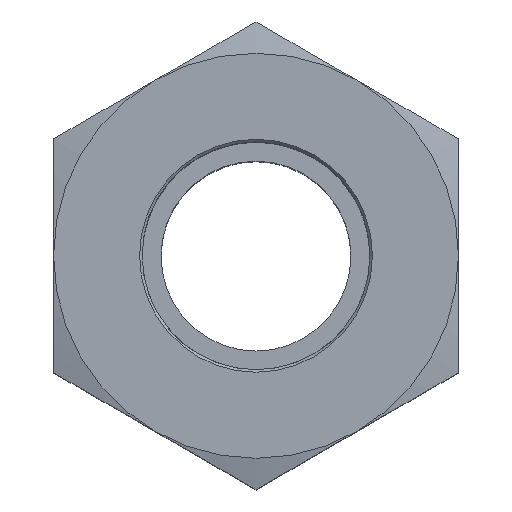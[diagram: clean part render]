
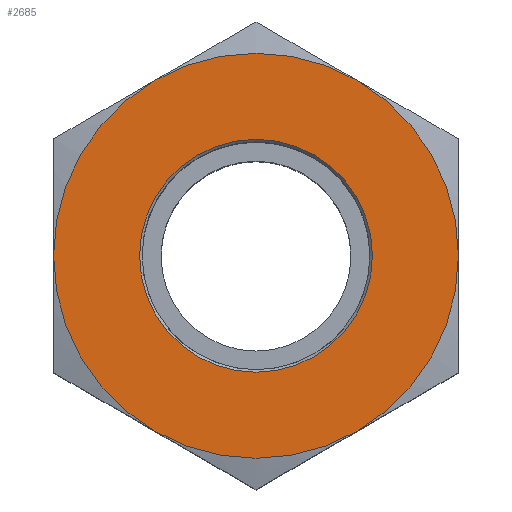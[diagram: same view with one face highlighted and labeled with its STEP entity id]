
A CAD part, top view. The second image highlights one B-rep face of the part: STEP entity #2685.
In plain terms, the highlighted planar face has unit normal (0, 0, 1).
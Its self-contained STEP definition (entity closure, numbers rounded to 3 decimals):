
#2589=CARTESIAN_POINT('',(9.2,0.,18.0));
#2590=VERTEX_POINT('',#2589);
#2591=CARTESIAN_POINT('',(0.0,0.0,18.0));
#2592=DIRECTION('',(0.0,0.0,1.0));
#2593=DIRECTION('',(-1.0,0.0,0.0));
#2594=AXIS2_PLACEMENT_3D('',#2591,#2592,#2593);
#2595=CIRCLE('',#2594,9.2);
#2596=EDGE_CURVE('',#2590,#2590,#2595,.T.);
#2621=CARTESIAN_POINT('',(0.,0.,18.0));
#2622=DIRECTION('',(0.0,0.0,1.0));
#2623=DIRECTION('',(1.0,0.0,0.0));
#2624=AXIS2_PLACEMENT_3D('',#2621,#2622,#2623);
#2625=PLANE('',#2624);
#2626=CARTESIAN_POINT('',(-8.,-13.856,18.0));
#2627=VERTEX_POINT('',#2626);
#2628=CARTESIAN_POINT('',(8.,-13.856,18.0));
#2629=VERTEX_POINT('',#2628);
#2630=CARTESIAN_POINT('',(0.0,0.0,18.0));
#2631=DIRECTION('',(0.0,0.0,1.0));
#2632=DIRECTION('',(-0.5,-0.866,0.0));
#2633=AXIS2_PLACEMENT_3D('',#2630,#2631,#2632);
#2634=CIRCLE('',#2633,16.);
#2635=EDGE_CURVE('',#2627,#2629,#2634,.T.);
#2636=ORIENTED_EDGE('',*,*,#2635,.T.);
#2637=CARTESIAN_POINT('',(16.0,0.,18.0));
#2638=VERTEX_POINT('',#2637);
#2639=CARTESIAN_POINT('',(0.0,0.0,18.0));
#2640=DIRECTION('',(0.0,0.0,1.0));
#2641=DIRECTION('',(-0.5,-0.866,0.0));
#2642=AXIS2_PLACEMENT_3D('',#2639,#2640,#2641);
#2643=CIRCLE('',#2642,16.);
#2644=EDGE_CURVE('',#2629,#2638,#2643,.T.);
#2645=ORIENTED_EDGE('',*,*,#2644,.T.);
#2646=CARTESIAN_POINT('',(8.,13.856,18.0));
#2647=VERTEX_POINT('',#2646);
#2648=CARTESIAN_POINT('',(0.0,0.0,18.0));
#2649=DIRECTION('',(0.0,0.0,1.0));
#2650=DIRECTION('',(-0.5,-0.866,0.0));
#2651=AXIS2_PLACEMENT_3D('',#2648,#2649,#2650);
#2652=CIRCLE('',#2651,16.);
#2653=EDGE_CURVE('',#2638,#2647,#2652,.T.);
#2654=ORIENTED_EDGE('',*,*,#2653,.T.);
#2655=CARTESIAN_POINT('',(-8.,13.856,18.0));
#2656=VERTEX_POINT('',#2655);
#2657=CARTESIAN_POINT('',(0.0,0.0,18.0));
#2658=DIRECTION('',(0.0,0.0,1.0));
#2659=DIRECTION('',(-0.5,-0.866,0.0));
#2660=AXIS2_PLACEMENT_3D('',#2657,#2658,#2659);
#2661=CIRCLE('',#2660,16.);
#2662=EDGE_CURVE('',#2647,#2656,#2661,.T.);
#2663=ORIENTED_EDGE('',*,*,#2662,.T.);
#2664=CARTESIAN_POINT('',(-16.0,0.0,18.0));
#2665=VERTEX_POINT('',#2664);
#2666=CARTESIAN_POINT('',(0.0,0.0,18.0));
#2667=DIRECTION('',(0.0,0.0,1.0));
#2668=DIRECTION('',(-0.5,-0.866,0.0));
#2669=AXIS2_PLACEMENT_3D('',#2666,#2667,#2668);
#2670=CIRCLE('',#2669,16.);
#2671=EDGE_CURVE('',#2656,#2665,#2670,.T.);
#2672=ORIENTED_EDGE('',*,*,#2671,.T.);
#2673=CARTESIAN_POINT('',(0.0,0.0,18.0));
#2674=DIRECTION('',(0.0,0.0,1.0));
#2675=DIRECTION('',(-0.5,-0.866,0.0));
#2676=AXIS2_PLACEMENT_3D('',#2673,#2674,#2675);
#2677=CIRCLE('',#2676,16.);
#2678=EDGE_CURVE('',#2665,#2627,#2677,.T.);
#2679=ORIENTED_EDGE('',*,*,#2678,.T.);
#2680=EDGE_LOOP('',(#2636,#2645,#2654,#2663,#2672,#2679));
#2681=FACE_OUTER_BOUND('',#2680,.T.);
#2682=ORIENTED_EDGE('',*,*,#2596,.F.);
#2683=EDGE_LOOP('',(#2682));
#2684=FACE_BOUND('',#2683,.T.);
#2685=ADVANCED_FACE('',(#2681,#2684),#2625,.T.);
